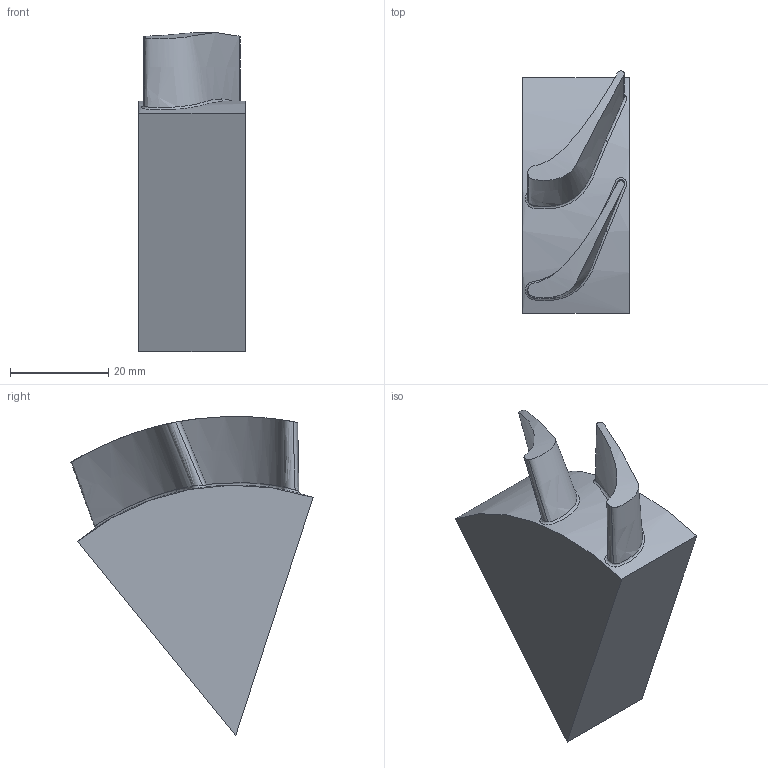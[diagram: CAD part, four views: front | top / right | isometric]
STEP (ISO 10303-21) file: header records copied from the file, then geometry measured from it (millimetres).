
FILE_DESCRIPTION (( 'STEP AP214' ), '1' );
FILE_NAME ('Stator_2_V1.STEP', '2025-02-11T01:40:07', ( '' ), ( '' ), 'SwSTEP 2.0', 'SolidWorks 2024', '' );
FILE_SCHEMA (( 'AUTOMOTIVE_DESIGN' ));
Length unit declared in the file: millimetre
Products named in the file (1): Stator_2_V1
Bounding box: 21.64 x 49.33 x 65 mm (x, y, z)
Volume: 30537.6 mm3; surface area: 7735.4 mm2
Topology: 1 solids, 1 shells, 15 faces, 33 edges, 22 vertices
Faces by surface type: bspline 8, plane 4, cylinder 3
Entity records: 3956 total; most frequent: CARTESIAN_POINT 3659, ORIENTED_EDGE 66, DIRECTION 35, EDGE_CURVE 33, VERTEX_POINT 22, B_SPLINE_CURVE_WITH_KNOTS 20, EDGE_LOOP 17, ADVANCED_FACE 15
